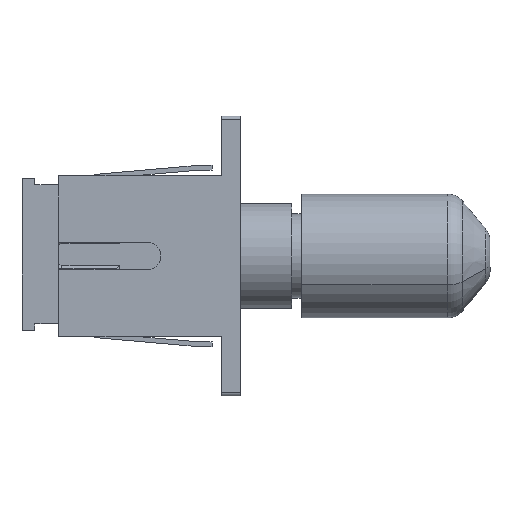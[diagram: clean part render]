
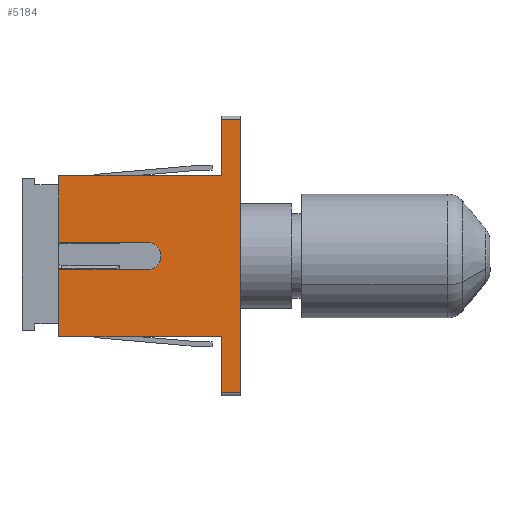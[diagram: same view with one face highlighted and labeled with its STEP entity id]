
A CAD part, left-side view. The second image highlights one B-rep face of the part: STEP entity #5184.
In plain terms, the highlighted planar face has unit normal (-1, 0, 0).
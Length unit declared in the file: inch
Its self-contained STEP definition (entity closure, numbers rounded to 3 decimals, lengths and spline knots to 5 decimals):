
#81 = VECTOR ( 'NONE', #595, 39.37008 ) ;
#125 = ORIENTED_EDGE ( 'NONE', *, *, #1076, .F. ) ;
#279 = CARTESIAN_POINT ( 'NONE',  ( -0.1825, 0.54, 0.0425 ) ) ;
#324 = CARTESIAN_POINT ( 'NONE',  ( -0.1825, 0.03, -0.2525 ) ) ;
#595 = DIRECTION ( 'NONE',  ( 0., 0., 1. ) ) ;
#750 = VECTOR ( 'NONE', #4649, 39.37008 ) ;
#1008 = ORIENTED_EDGE ( 'NONE', *, *, #9481, .F. ) ;
#1076 = EDGE_CURVE ( 'NONE', #5582, #7706, #6653, .T. ) ;
#1409 = EDGE_CURVE ( 'NONE', #7506, #6190, #8989, .T. ) ;
#1441 = ORIENTED_EDGE ( 'NONE', *, *, #6826, .T. ) ;
#1462 = ORIENTED_EDGE ( 'NONE', *, *, #5175, .F. ) ;
#1506 = DIRECTION ( 'NONE',  ( 0., 0., 1. ) ) ;
#1596 = CARTESIAN_POINT ( 'NONE',  ( -0.1825, 0.54, -0.2525 ) ) ;
#1664 = CARTESIAN_POINT ( 'NONE',  ( -0.1825, 0.2625, 0.0425 ) ) ;
#1734 = CARTESIAN_POINT ( 'NONE',  ( -0.1825, -0.03, 0.4275 ) ) ;
#1833 = CARTESIAN_POINT ( 'NONE',  ( -0.1825, 0.54, -0.2525 ) ) ;
#1935 = VECTOR ( 'NONE', #4651, 39.37008 ) ;
#1966 = VECTOR ( 'NONE', #3714, 39.37008 ) ;
#2023 = ORIENTED_EDGE ( 'NONE', *, *, #5461, .F. ) ;
#2090 = CARTESIAN_POINT ( 'NONE',  ( -0.1825, -0.03, -0.4275 ) ) ;
#2251 = CARTESIAN_POINT ( 'NONE',  ( -0.1825, 0.03, 0.4375 ) ) ;
#2415 = VERTEX_POINT ( 'NONE', #1734 ) ;
#2460 = DIRECTION ( 'NONE',  ( 0., 0., -1. ) ) ;
#2771 = CARTESIAN_POINT ( 'NONE',  ( -0.1825, 0.03, 0.2525 ) ) ;
#2823 = VECTOR ( 'NONE', #5969, 39.37008 ) ;
#2931 = LINE ( 'NONE', #1664, #7549 ) ;
#2965 = LINE ( 'NONE', #1596, #3776 ) ;
#3057 = EDGE_CURVE ( 'NONE', #6190, #7337, #3528, .T. ) ;
#3159 = FACE_OUTER_BOUND ( 'NONE', #8099, .T. ) ;
#3181 = CARTESIAN_POINT ( 'NONE',  ( -0.1825, 0.54, 0.2525 ) ) ;
#3253 = CARTESIAN_POINT ( 'NONE',  ( -0.1825, 0.2625, -0.0425 ) ) ;
#3351 = CARTESIAN_POINT ( 'NONE',  ( -0.1825, 0.54, -0.2525 ) ) ;
#3496 = DIRECTION ( 'NONE',  ( 0., 0., 1. ) ) ;
#3528 = CIRCLE ( 'NONE', #9569, 0.0425 ) ;
#3547 = PLANE ( 'NONE',  #4539 ) ;
#3714 = DIRECTION ( 'NONE',  ( 0., -1., 0. ) ) ;
#3776 = VECTOR ( 'NONE', #1506, 39.37008 ) ;
#3842 = ORIENTED_EDGE ( 'NONE', *, *, #9095, .T. ) ;
#4045 = LINE ( 'NONE', #1833, #8104 ) ;
#4088 = VECTOR ( 'NONE', #3496, 39.37008 ) ;
#4122 = VERTEX_POINT ( 'NONE', #4877 ) ;
#4182 = EDGE_CURVE ( 'NONE', #4563, #2415, #4389, .T. ) ;
#4289 = CARTESIAN_POINT ( 'NONE',  ( -0.1825, 0.03, 0.4275 ) ) ;
#4389 = LINE ( 'NONE', #5034, #81 ) ;
#4507 = LINE ( 'NONE', #6792, #1966 ) ;
#4538 = DIRECTION ( 'NONE',  ( 0., 1., 0. ) ) ;
#4539 = AXIS2_PLACEMENT_3D ( 'NONE', #6475, #5700, #8736 ) ;
#4563 = VERTEX_POINT ( 'NONE', #2090 ) ;
#4649 = DIRECTION ( 'NONE',  ( 0., -1., 0. ) ) ;
#4651 = DIRECTION ( 'NONE',  ( 0., -1., 0. ) ) ;
#4861 = DIRECTION ( 'NONE',  ( 0., 0., 1. ) ) ;
#4877 = CARTESIAN_POINT ( 'NONE',  ( -0.1825, 0.03, 0.4275 ) ) ;
#5034 = CARTESIAN_POINT ( 'NONE',  ( -0.1825, -0.03, 0.4375 ) ) ;
#5175 = EDGE_CURVE ( 'NONE', #9193, #5628, #7802, .T. ) ;
#5184 = ADVANCED_FACE ( 'NONE', ( #3159 ), #3547, .F. ) ;
#5291 = LINE ( 'NONE', #5463, #1935 ) ;
#5314 = EDGE_CURVE ( 'NONE', #7706, #4122, #7324, .T. ) ;
#5349 = CARTESIAN_POINT ( 'NONE',  ( -0.1825, 0.2625, 0. ) ) ;
#5432 = CARTESIAN_POINT ( 'NONE',  ( -0.1825, 0.54, -0.0425 ) ) ;
#5461 = EDGE_CURVE ( 'NONE', #7337, #9101, #2931, .T. ) ;
#5463 = CARTESIAN_POINT ( 'NONE',  ( -0.1825, 0.54, -0.2525 ) ) ;
#5582 = VERTEX_POINT ( 'NONE', #3181 ) ;
#5628 = VERTEX_POINT ( 'NONE', #324 ) ;
#5673 = ORIENTED_EDGE ( 'NONE', *, *, #4182, .T. ) ;
#5700 = DIRECTION ( 'NONE',  ( 1., 0., 0. ) ) ;
#5717 = ORIENTED_EDGE ( 'NONE', *, *, #1409, .F. ) ;
#5915 = EDGE_CURVE ( 'NONE', #2415, #4122, #9301, .T. ) ;
#5969 = DIRECTION ( 'NONE',  ( 0., 0., 1. ) ) ;
#6075 = ORIENTED_EDGE ( 'NONE', *, *, #5915, .T. ) ;
#6136 = DIRECTION ( 'NONE',  ( -1., 0., 0. ) ) ;
#6190 = VERTEX_POINT ( 'NONE', #3253 ) ;
#6206 = CARTESIAN_POINT ( 'NONE',  ( -0.1825, 0.54, 0.2525 ) ) ;
#6475 = CARTESIAN_POINT ( 'NONE',  ( -0.1825, 0.03, 0.4375 ) ) ;
#6534 = VECTOR ( 'NONE', #9057, 39.37008 ) ;
#6589 = CARTESIAN_POINT ( 'NONE',  ( -0.1825, 0.2625, 0.0425 ) ) ;
#6653 = LINE ( 'NONE', #6206, #6534 ) ;
#6792 = CARTESIAN_POINT ( 'NONE',  ( -0.1825, 0.03, -0.4275 ) ) ;
#6826 = EDGE_CURVE ( 'NONE', #9193, #4563, #4507, .T. ) ;
#7022 = EDGE_CURVE ( 'NONE', #8568, #7506, #4045, .T. ) ;
#7073 = CARTESIAN_POINT ( 'NONE',  ( -0.1825, 0.03, -0.4275 ) ) ;
#7324 = LINE ( 'NONE', #2251, #2823 ) ;
#7337 = VERTEX_POINT ( 'NONE', #6589 ) ;
#7343 = ORIENTED_EDGE ( 'NONE', *, *, #7022, .F. ) ;
#7506 = VERTEX_POINT ( 'NONE', #5432 ) ;
#7549 = VECTOR ( 'NONE', #4538, 39.37008 ) ;
#7706 = VERTEX_POINT ( 'NONE', #2771 ) ;
#7802 = LINE ( 'NONE', #7955, #4088 ) ;
#7902 = VECTOR ( 'NONE', #8926, 39.37008 ) ;
#7955 = CARTESIAN_POINT ( 'NONE',  ( -0.1825, 0.03, 0.4375 ) ) ;
#8099 = EDGE_LOOP ( 'NONE', ( #5673, #6075, #9263, #125, #1008, #2023, #8407, #5717, #7343, #3842, #1462, #1441 ) ) ;
#8104 = VECTOR ( 'NONE', #4861, 39.37008 ) ;
#8407 = ORIENTED_EDGE ( 'NONE', *, *, #3057, .F. ) ;
#8568 = VERTEX_POINT ( 'NONE', #3351 ) ;
#8736 = DIRECTION ( 'NONE',  ( 0., 0., -1. ) ) ;
#8926 = DIRECTION ( 'NONE',  ( 0., 1., 0. ) ) ;
#8989 = LINE ( 'NONE', #9074, #750 ) ;
#9057 = DIRECTION ( 'NONE',  ( 0., -1., 0. ) ) ;
#9074 = CARTESIAN_POINT ( 'NONE',  ( -0.1825, 0.2625, -0.0425 ) ) ;
#9095 = EDGE_CURVE ( 'NONE', #8568, #5628, #5291, .T. ) ;
#9101 = VERTEX_POINT ( 'NONE', #279 ) ;
#9193 = VERTEX_POINT ( 'NONE', #7073 ) ;
#9263 = ORIENTED_EDGE ( 'NONE', *, *, #5314, .F. ) ;
#9301 = LINE ( 'NONE', #4289, #7902 ) ;
#9481 = EDGE_CURVE ( 'NONE', #9101, #5582, #2965, .T. ) ;
#9569 = AXIS2_PLACEMENT_3D ( 'NONE', #5349, #6136, #2460 ) ;
